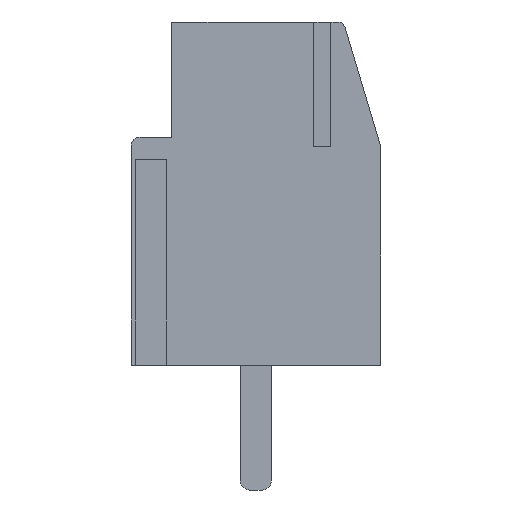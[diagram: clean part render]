
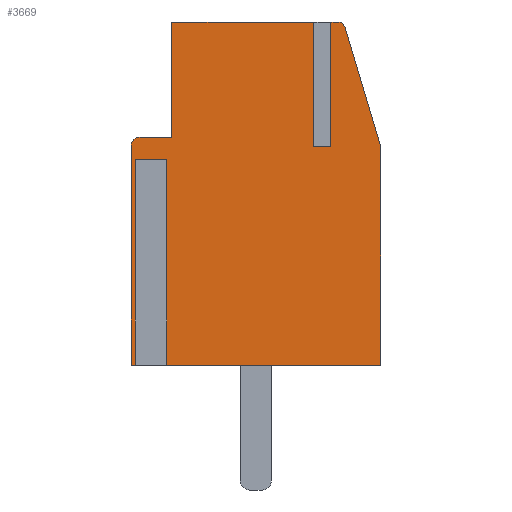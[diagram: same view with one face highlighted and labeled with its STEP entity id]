
A CAD part, left-side view. The second image highlights one B-rep face of the part: STEP entity #3669.
In plain terms, the highlighted planar face has unit normal (-1, 0, 0).
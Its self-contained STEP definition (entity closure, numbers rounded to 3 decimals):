
#125=CIRCLE('',#4402,0.25);
#126=CIRCLE('',#4403,0.25);
#391=ORIENTED_EDGE('',*,*,#1415,.T.);
#392=ORIENTED_EDGE('',*,*,#1418,.T.);
#393=ORIENTED_EDGE('',*,*,#1416,.T.);
#394=ORIENTED_EDGE('',*,*,#1311,.T.);
#395=ORIENTED_EDGE('',*,*,#1419,.F.);
#396=ORIENTED_EDGE('',*,*,#1420,.F.);
#397=ORIENTED_EDGE('',*,*,#1421,.T.);
#398=ORIENTED_EDGE('',*,*,#1307,.T.);
#399=ORIENTED_EDGE('',*,*,#1342,.T.);
#400=ORIENTED_EDGE('',*,*,#1408,.T.);
#401=ORIENTED_EDGE('',*,*,#1422,.T.);
#402=ORIENTED_EDGE('',*,*,#1265,.T.);
#403=ORIENTED_EDGE('',*,*,#1423,.F.);
#404=ORIENTED_EDGE('',*,*,#1424,.F.);
#405=ORIENTED_EDGE('',*,*,#1425,.T.);
#406=ORIENTED_EDGE('',*,*,#1326,.T.);
#407=ORIENTED_EDGE('',*,*,#1412,.T.);
#1265=EDGE_CURVE('',#1796,#1797,#2147,.T.);
#1307=EDGE_CURVE('',#1837,#1836,#2187,.T.);
#1311=EDGE_CURVE('',#1841,#1840,#2191,.T.);
#1326=EDGE_CURVE('',#1854,#1853,#2205,.T.);
#1342=EDGE_CURVE('',#1836,#1867,#2218,.T.);
#1408=EDGE_CURVE('',#1867,#1915,#2282,.T.);
#1412=EDGE_CURVE('',#1853,#1916,#2286,.T.);
#1415=EDGE_CURVE('',#1916,#1917,#2289,.T.);
#1416=EDGE_CURVE('',#1918,#1841,#2290,.T.);
#1418=EDGE_CURVE('',#1917,#1918,#125,.T.);
#1419=EDGE_CURVE('',#1919,#1840,#2292,.T.);
#1420=EDGE_CURVE('',#1920,#1919,#2293,.T.);
#1421=EDGE_CURVE('',#1920,#1837,#2294,.T.);
#1422=EDGE_CURVE('',#1915,#1796,#126,.T.);
#1423=EDGE_CURVE('',#1921,#1797,#2295,.T.);
#1424=EDGE_CURVE('',#1922,#1921,#2296,.T.);
#1425=EDGE_CURVE('',#1922,#1854,#2297,.T.);
#1796=VERTEX_POINT('',#5717);
#1797=VERTEX_POINT('',#5718);
#1836=VERTEX_POINT('',#5800);
#1837=VERTEX_POINT('',#5802);
#1840=VERTEX_POINT('',#5808);
#1841=VERTEX_POINT('',#5810);
#1853=VERTEX_POINT('',#5838);
#1854=VERTEX_POINT('',#5840);
#1867=VERTEX_POINT('',#5870);
#1915=VERTEX_POINT('',#5995);
#1916=VERTEX_POINT('',#6002);
#1917=VERTEX_POINT('',#6006);
#1918=VERTEX_POINT('',#6010);
#1919=VERTEX_POINT('',#6015);
#1920=VERTEX_POINT('',#6017);
#1921=VERTEX_POINT('',#6021);
#1922=VERTEX_POINT('',#6023);
#2147=LINE('',#5716,#2587);
#2187=LINE('',#5801,#2627);
#2191=LINE('',#5809,#2631);
#2205=LINE('',#5839,#2645);
#2218=LINE('',#5871,#2658);
#2282=LINE('',#5996,#2722);
#2286=LINE('',#6001,#2726);
#2289=LINE('',#6007,#2729);
#2290=LINE('',#6009,#2730);
#2292=LINE('',#6014,#2732);
#2293=LINE('',#6016,#2733);
#2294=LINE('',#6018,#2734);
#2295=LINE('',#6020,#2735);
#2296=LINE('',#6022,#2736);
#2297=LINE('',#6024,#2737);
#2587=VECTOR('',#4676,1000.);
#2627=VECTOR('',#4724,1000.);
#2631=VECTOR('',#4728,1000.);
#2645=VECTOR('',#4748,1000.);
#2658=VECTOR('',#4771,1000.);
#2722=VECTOR('',#4861,1000.);
#2726=VECTOR('',#4867,1000.);
#2729=VECTOR('',#4872,1000.);
#2730=VECTOR('',#4875,1000.);
#2732=VECTOR('',#4881,1000.);
#2733=VECTOR('',#4882,1000.);
#2734=VECTOR('',#4883,1000.);
#2735=VECTOR('',#4886,1000.);
#2736=VECTOR('',#4887,1000.);
#2737=VECTOR('',#4888,1000.);
#3054=EDGE_LOOP('',(#391,#392,#393,#394,#395,#396,#397,#398,#399,#400,#401,
#402,#403,#404,#405,#406,#407));
#3286=FACE_BOUND('',#3054,.T.);
#3512=PLANE('',#4401);
#3669=ADVANCED_FACE('',(#3286),#3512,.T.);
#4401=AXIS2_PLACEMENT_3D('',#6012,#4877,#4878);
#4402=AXIS2_PLACEMENT_3D('',#6013,#4879,#4880);
#4403=AXIS2_PLACEMENT_3D('',#6019,#4884,#4885);
#4676=DIRECTION('',(0.,1.,0.));
#4724=DIRECTION('',(0.,-1.,0.));
#4728=DIRECTION('',(0.,-1.,0.));
#4748=DIRECTION('',(0.,1.,0.));
#4771=DIRECTION('',(0.,0.,1.));
#4861=DIRECTION('',(0.,0.287,0.958));
#4867=DIRECTION('',(0.,0.,-1.));
#4872=DIRECTION('',(0.,1.,0.));
#4875=DIRECTION('',(0.,0.,-1.));
#4877=DIRECTION('',(-1.,0.,0.));
#4878=DIRECTION('',(0.,0.,1.));
#4879=DIRECTION('',(-1.,0.,0.));
#4880=DIRECTION('',(0.,0.,1.));
#4881=DIRECTION('',(0.,0.,-1.));
#4882=DIRECTION('',(0.,1.,0.));
#4883=DIRECTION('',(0.,0.,-1.));
#4884=DIRECTION('',(-1.,0.,0.));
#4885=DIRECTION('',(0.,0.,1.));
#4886=DIRECTION('',(0.,0.,1.));
#4887=DIRECTION('',(0.,-1.,0.));
#4888=DIRECTION('',(0.,0.,1.));
#5716=CARTESIAN_POINT('',(-7.5,-2.8,7.35));
#5717=CARTESIAN_POINT('',(-7.5,-2.614,7.35));
#5718=CARTESIAN_POINT('',(-7.5,-2.4,7.35));
#5800=CARTESIAN_POINT('',(-7.5,-4.,-3.65));
#5801=CARTESIAN_POINT('',(-7.5,4.,-3.65));
#5802=CARTESIAN_POINT('',(-7.5,3.09,-3.65));
#5808=CARTESIAN_POINT('',(-7.5,3.64,-3.65));
#5809=CARTESIAN_POINT('',(-7.5,4.,-3.65));
#5810=CARTESIAN_POINT('',(-7.5,4.,-3.65));
#5838=CARTESIAN_POINT('',(-7.5,2.7,7.35));
#5839=CARTESIAN_POINT('',(-7.5,-2.8,7.35));
#5840=CARTESIAN_POINT('',(-7.5,-1.85,7.35));
#5870=CARTESIAN_POINT('',(-7.5,-4.,3.35));
#5871=CARTESIAN_POINT('',(-7.5,-4.,-3.65));
#5995=CARTESIAN_POINT('',(-7.5,-2.853,7.172));
#5996=CARTESIAN_POINT('',(-7.5,-4.,3.35));
#6001=CARTESIAN_POINT('',(-7.5,2.7,7.35));
#6002=CARTESIAN_POINT('',(-7.5,2.7,3.65));
#6006=CARTESIAN_POINT('',(-7.5,3.75,3.65));
#6007=CARTESIAN_POINT('',(-7.5,2.7,3.65));
#6009=CARTESIAN_POINT('',(-7.5,4.,3.65));
#6010=CARTESIAN_POINT('',(-7.5,4.,3.4));
#6012=CARTESIAN_POINT('',(-7.5,0.,0.));
#6013=CARTESIAN_POINT('',(-7.5,3.75,3.4));
#6014=CARTESIAN_POINT('',(-7.5,3.64,2.95));
#6015=CARTESIAN_POINT('',(-7.5,3.64,2.95));
#6016=CARTESIAN_POINT('',(-7.5,3.09,2.95));
#6017=CARTESIAN_POINT('',(-7.5,3.09,2.95));
#6018=CARTESIAN_POINT('',(-7.5,3.09,2.95));
#6019=CARTESIAN_POINT('',(-7.5,-2.614,7.1));
#6020=CARTESIAN_POINT('',(-7.5,-2.4,3.35));
#6021=CARTESIAN_POINT('',(-7.5,-2.4,3.35));
#6022=CARTESIAN_POINT('',(-7.5,-1.85,3.35));
#6023=CARTESIAN_POINT('',(-7.5,-1.85,3.35));
#6024=CARTESIAN_POINT('',(-7.5,-1.85,3.35));
